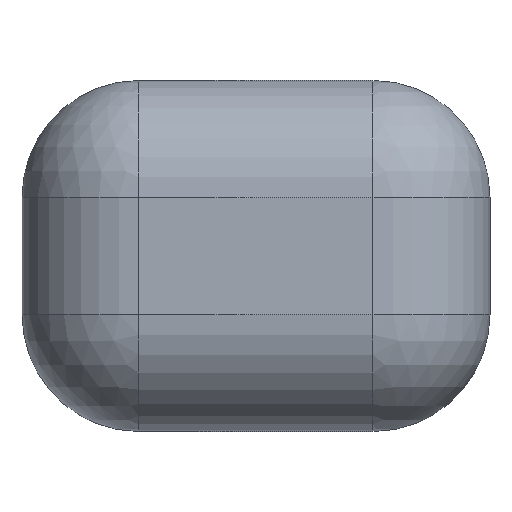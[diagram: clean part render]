
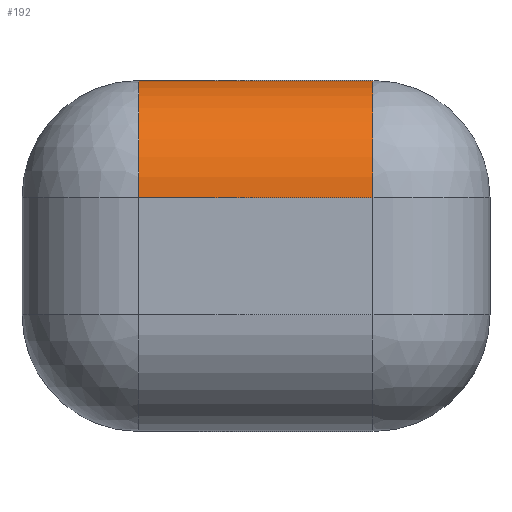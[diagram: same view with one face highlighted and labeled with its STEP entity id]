
A CAD part, left-side view. The second image highlights one B-rep face of the part: STEP entity #192.
In plain terms, the highlighted cylindrical face has radius 0.05 mm (diameter 0.1 mm), a partial arc.
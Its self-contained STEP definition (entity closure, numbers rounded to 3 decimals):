
#17 = CARTESIAN_POINT ( 'NONE',  ( -0.2, -0.05, 0.1 ) ) ;
#18 = VERTEX_POINT ( 'NONE', #17 ) ;
#57 = CARTESIAN_POINT ( 'NONE',  ( -0.2, 0.05, 0.1 ) ) ;
#58 = VERTEX_POINT ( 'NONE', #57 ) ;
#109 = CARTESIAN_POINT ( 'NONE',  ( -0.15, 0.05, 0.15 ) ) ;
#110 = VERTEX_POINT ( 'NONE', #109 ) ;
#117 = CARTESIAN_POINT ( 'NONE',  ( -0.15, -0.05, 0.15 ) ) ;
#118 = VERTEX_POINT ( 'NONE', #117 ) ;
#119 = CARTESIAN_POINT ( 'NONE',  ( -0.15, -0.1, 0.15 ) ) ;
#120 = DIRECTION ( 'NONE',  ( 0., -1., 0. ) ) ;
#121 = VECTOR ( 'NONE', #120, 1000. ) ;
#122 = LINE ( 'NONE', #119, #121 ) ;
#123 = EDGE_CURVE ( 'NONE', #110, #118, #122, .T. ) ;
#164 = CARTESIAN_POINT ( 'NONE',  ( -0.15, -0.05, 0.1 ) ) ;
#165 = DIRECTION ( 'NONE',  ( 0., 1., 0. ) ) ;
#166 = DIRECTION ( 'NONE',  ( 1., 0., 0. ) ) ;
#167 = AXIS2_PLACEMENT_3D ( 'NONE', #164, #165, #166 ) ;
#168 = CIRCLE ( 'NONE', #167, 0.05) ;
#169 = EDGE_CURVE ( 'NONE', #18, #118, #168, .T. ) ;
#170 = ORIENTED_EDGE ( 'NONE', *, *, #169, .T. ) ;
#171 = ORIENTED_EDGE ( 'NONE', *, *, #123, .F. ) ;
#172 = CARTESIAN_POINT ( 'NONE',  ( -0.15, 0.05, 0.1 ) ) ;
#173 = DIRECTION ( 'NONE',  ( 0., 1., 0. ) ) ;
#174 = DIRECTION ( 'NONE',  ( -1., 0., 0. ) ) ;
#175 = AXIS2_PLACEMENT_3D ( 'NONE', #172, #173, #174 ) ;
#176 = CIRCLE ( 'NONE', #175, 0.05) ;
#177 = EDGE_CURVE ( 'NONE', #58, #110, #176, .T. ) ;
#178 = ORIENTED_EDGE ( 'NONE', *, *, #177, .F. ) ;
#179 = CARTESIAN_POINT ( 'NONE',  ( -0.2, 0.1, 0.1 ) ) ;
#180 = DIRECTION ( 'NONE',  ( 0., 1., 0. ) ) ;
#181 = VECTOR ( 'NONE', #180, 1000. ) ;
#182 = LINE ( 'NONE', #179, #181 ) ;
#183 = EDGE_CURVE ( 'NONE', #18, #58, #182, .T. ) ;
#184 = ORIENTED_EDGE ( 'NONE', *, *, #183, .F. ) ;
#185 = EDGE_LOOP ( 'NONE', ( #170, #171, #178, #184 ) ) ;
#186 = FACE_OUTER_BOUND ( 'NONE', #185, .T. ) ;
#187 = CARTESIAN_POINT ( 'NONE',  ( -0.15, 0., 0.1 ) ) ;
#188 = DIRECTION ( 'NONE',  ( 0., -1., 0. ) ) ;
#189 = DIRECTION ( 'NONE',  ( 1., 0., 0. ) ) ;
#190 = AXIS2_PLACEMENT_3D ( 'NONE', #187, #188, #189 ) ;
#191 = CYLINDRICAL_SURFACE ( 'NONE', #190, 0.05) ;
#192 = ADVANCED_FACE ( 'NONE', ( #186 ), #191, .T. ) ;
